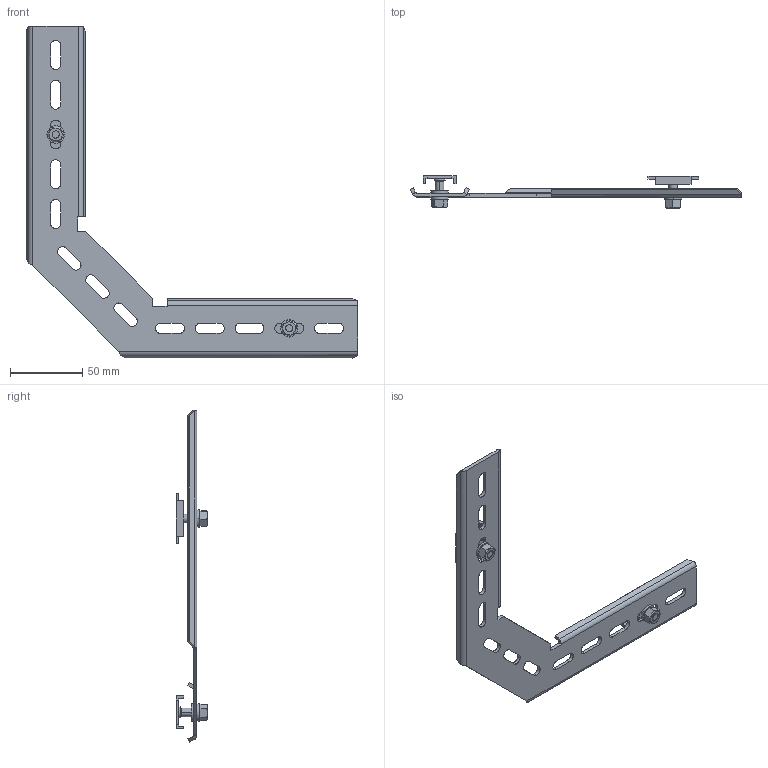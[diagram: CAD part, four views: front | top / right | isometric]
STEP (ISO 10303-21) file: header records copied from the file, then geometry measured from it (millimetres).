
FILE_DESCRIPTION((''),'2;1');
FILE_NAME('6017355_ASM','2013-12-06T',('AndreasKeweloh'),(''),'PRO/ENGINEER BY PARAMETRIC TECHNOLOGY CORPORATION, 2012360','PRO/ENGINEER BY PARAMETRIC TECHNOLOGY CORPORATION, 2012360','');
FILE_SCHEMA(('CONFIG_CONTROL_DESIGN'));
Length unit declared in the file: millimetre
Products named in the file (8): SCHEIBE_A_6_4_DIN_125_1_1; SICHERUNGSMUTTER_DIN_985-M6; KLEMMTEIL; PT-GEWINDEBOLZEN_M6X20; VERBINDER_MW-SL-M6_2_ASM; MONTAGEWINKEL_90_S_0_MW90_SL23; MONTAGEWINKEL_90_S_0_SL23_ASM; 6017355_ASM
Assembly tree (12 placements, depth 4):
  6017355_ASM
    MONTAGEWINKEL_90_S_0_SL23_ASM
      SCHEIBE_A_6_4_DIN_125_1_1  x4
      SICHERUNGSMUTTER_DIN_985-M6  x2
      VERBINDER_MW-SL-M6_2_ASM  x2
        KLEMMTEIL
        PT-GEWINDEBOLZEN_M6X20
      MONTAGEWINKEL_90_S_0_MW90_SL23
Bounding box: 229.5 x 22.1 x 229.5 mm (x, y, z)
Volume: 43352.7 mm3; surface area: 40517.6 mm2
Topology: 11 solids, 11 shells, 236 faces, 614 edges, 402 vertices
Faces by surface type: plane 122, cylinder 80, cone 20, torus 8, bspline 6
Entity records: 6115 total; most frequent: CARTESIAN_POINT 1541, DIRECTION 944, ORIENTED_EDGE 906, EDGE_CURVE 453, AXIS2_PLACEMENT_3D 331, VERTEX_POINT 297, VECTOR 282, LINE 282
